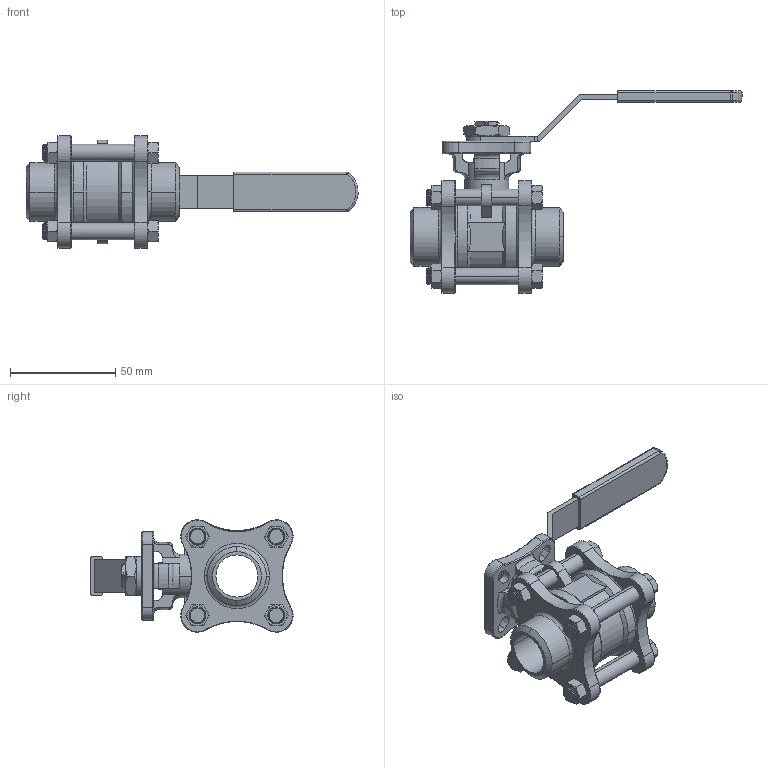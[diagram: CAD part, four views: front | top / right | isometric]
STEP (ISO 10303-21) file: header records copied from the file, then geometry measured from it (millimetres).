
FILE_DESCRIPTION((''),'2;1');
FILE_NAME('2012D-M3-020_ASM','2014-12-26T',('Administrator'),(''),'PRO/ENGINEER BY PARAMETRIC TECHNOLOGY CORPORATION, 2011080','PRO/ENGINEER BY PARAMETRIC TECHNOLOGY CORPORATION, 2011080','');
FILE_SCHEMA(('CONFIG_CONTROL_DESIGN'));
Length unit declared in the file: millimetre
Products named in the file (11): 2013D-M3-020A-BODY_2; 2013D-M3-BALL-020_2; 2013D-M3-SETM-020_2; 2013D-M3-BASHOUPIAN-020_2; 2013D-M3-HANDLE-020_2; 2013D-M3-HANDLENUT-020_2; JIAOTAO_2; 2013D-M3-020B-CAP1_2; 020LUOGAN_2; LUOMU_2; 2012D-M3-020_ASM
Assembly tree (17 placements, depth 2):
  2012D-M3-020_ASM
    2013D-M3-020A-BODY_2
    2013D-M3-BALL-020_2
    2013D-M3-SETM-020_2
    2013D-M3-BASHOUPIAN-020_2
    2013D-M3-HANDLE-020_2
    2013D-M3-HANDLENUT-020_2
    JIAOTAO_2
    2013D-M3-020B-CAP1_2  x2
    020LUOGAN_2  x4
    LUOMU_2  x4
Bounding box: 158.03 x 96.23 x 53.47 mm (x, y, z)
Volume: 95377.8 mm3; surface area: 56298.8 mm2
Topology: 20 solids, 20 shells, 892 faces, 2326 edges, 1478 vertices
Faces by surface type: cylinder 288, plane 197, bspline 176, cone 133, torus 94, sphere 4
Entity records: 38461 total; most frequent: CARTESIAN_POINT 24916, ORIENTED_EDGE 3094, DIRECTION 2338, EDGE_CURVE 1547, VERTEX_POINT 995, AXIS2_PLACEMENT_3D 960, B_SPLINE_CURVE_WITH_KNOTS 637, EDGE_LOOP 622
